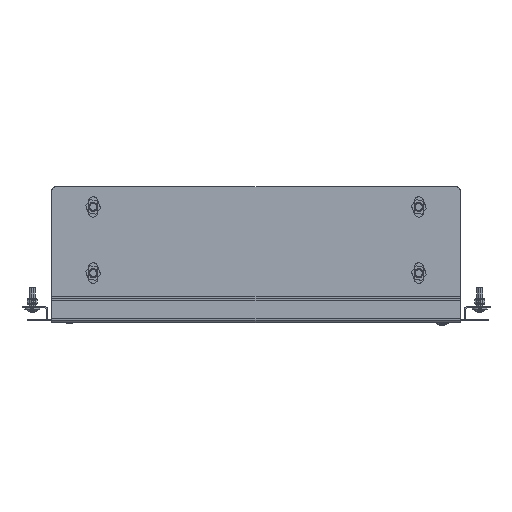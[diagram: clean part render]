
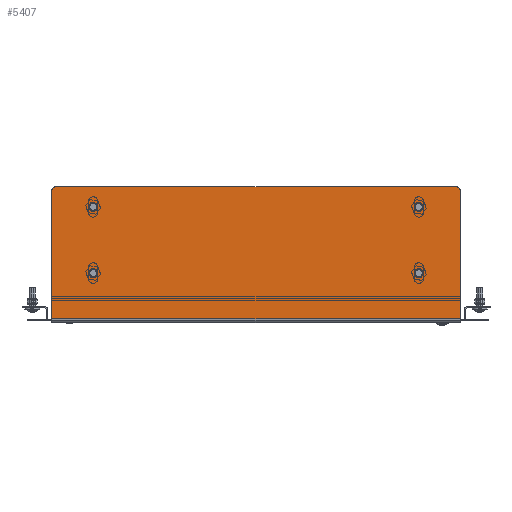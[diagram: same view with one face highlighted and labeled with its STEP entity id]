
A CAD part, front view. The second image highlights one B-rep face of the part: STEP entity #5407.
In plain terms, the highlighted planar face has unit normal (0, -1, 0).
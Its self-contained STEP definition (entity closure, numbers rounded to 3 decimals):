
#6 = LINE ( 'NONE', #23187, #2918 ) ;
#92 = CARTESIAN_POINT ( 'NONE',  ( -160., 0., 44.5 ) ) ;
#783 = VERTEX_POINT ( 'NONE', #24748 ) ;
#836 = DIRECTION ( 'NONE',  ( 0., 1., 0. ) ) ;
#1146 = DIRECTION ( 'NONE',  ( 0., 1., 0. ) ) ;
#1575 = AXIS2_PLACEMENT_3D ( 'NONE', #24972, #22694, #9046 ) ;
#1588 = DIRECTION ( 'NONE',  ( 0., -1., 0. ) ) ;
#1672 = FACE_BOUND ( 'NONE', #26204, .T. ) ;
#1687 = CARTESIAN_POINT ( 'NONE',  ( -201., 0., 0. ) ) ;
#1702 = CARTESIAN_POINT ( 'NONE',  ( -160., 0., 114. ) ) ;
#1978 = EDGE_LOOP ( 'NONE', ( #9056, #29507, #27520, #13303, #6393, #18010 ) ) ;
#2056 = EDGE_CURVE ( 'NONE', #28309, #10697, #23384, .T. ) ;
#2628 = VERTEX_POINT ( 'NONE', #26512 ) ;
#2918 = VECTOR ( 'NONE', #9231, 1000. ) ;
#2976 = CIRCLE ( 'NONE', #19920, 4.5 ) ;
#3187 = EDGE_CURVE ( 'NONE', #11234, #7033, #14236, .T. ) ;
#3674 = CARTESIAN_POINT ( 'NONE',  ( -201., 0., 4. ) ) ;
#3771 = VERTEX_POINT ( 'NONE', #8966 ) ;
#4096 = FACE_BOUND ( 'NONE', #10264, .T. ) ;
#4257 = AXIS2_PLACEMENT_3D ( 'NONE', #14214, #28655, #7925 ) ;
#4958 = DIRECTION ( 'NONE',  ( 0., 0., 1. ) ) ;
#5132 = LINE ( 'NONE', #11643, #22193 ) ;
#5264 = EDGE_CURVE ( 'NONE', #25687, #14261, #27593, .T. ) ;
#5407 = ADVANCED_FACE ( 'NONE', ( #1672, #20167, #17891, #4096, #18195 ), #10917, .F. ) ;
#5709 = EDGE_LOOP ( 'NONE', ( #24931, #21933 ) ) ;
#6393 = ORIENTED_EDGE ( 'NONE', *, *, #23348, .F. ) ;
#6495 = EDGE_CURVE ( 'NONE', #3771, #27030, #27696, .T. ) ;
#6587 = CARTESIAN_POINT ( 'NONE',  ( -160., 0., 118.5 ) ) ;
#6914 = CARTESIAN_POINT ( 'NONE',  ( 196., 0., 129. ) ) ;
#6962 = CARTESIAN_POINT ( 'NONE',  ( 196., 0., 134. ) ) ;
#7033 = VERTEX_POINT ( 'NONE', #15919 ) ;
#7244 = DIRECTION ( 'NONE',  ( 0., 0., -1. ) ) ;
#7925 = DIRECTION ( 'NONE',  ( 0., 0., 1. ) ) ;
#8102 = CARTESIAN_POINT ( 'NONE',  ( -196., 0., 129. ) ) ;
#8504 = AXIS2_PLACEMENT_3D ( 'NONE', #15045, #24577, #10484 ) ;
#8654 = DIRECTION ( 'NONE',  ( 0., 0., 1. ) ) ;
#8764 = EDGE_CURVE ( 'NONE', #2628, #10633, #20951, .T. ) ;
#8884 = CARTESIAN_POINT ( 'NONE',  ( 160., 0., 53.5 ) ) ;
#8959 = CARTESIAN_POINT ( 'NONE',  ( 201., 0., 134. ) ) ;
#8966 = CARTESIAN_POINT ( 'NONE',  ( -196., 0., 134. ) ) ;
#9046 = DIRECTION ( 'NONE',  ( 0., 0., 1. ) ) ;
#9056 = ORIENTED_EDGE ( 'NONE', *, *, #18997, .T. ) ;
#9231 = DIRECTION ( 'NONE',  ( -1., 0., 0. ) ) ;
#9372 = CARTESIAN_POINT ( 'NONE',  ( -160., 0., 49. ) ) ;
#10169 = AXIS2_PLACEMENT_3D ( 'NONE', #6914, #14356, #18740 ) ;
#10264 = EDGE_LOOP ( 'NONE', ( #21328, #15279 ) ) ;
#10484 = DIRECTION ( 'NONE',  ( 0., 0., 1. ) ) ;
#10633 = VERTEX_POINT ( 'NONE', #8884 ) ;
#10697 = VERTEX_POINT ( 'NONE', #29619 ) ;
#10763 = EDGE_CURVE ( 'NONE', #783, #26570, #23273, .T. ) ;
#10798 = AXIS2_PLACEMENT_3D ( 'NONE', #1702, #29389, #8654 ) ;
#10917 = PLANE ( 'NONE',  #23792 ) ;
#11234 = VERTEX_POINT ( 'NONE', #12480 ) ;
#11236 = DIRECTION ( 'NONE',  ( -1., 0., 0. ) ) ;
#11643 = CARTESIAN_POINT ( 'NONE',  ( 201., 0., 0. ) ) ;
#12194 = CARTESIAN_POINT ( 'NONE',  ( -160., 0., 49. ) ) ;
#12480 = CARTESIAN_POINT ( 'NONE',  ( 160., 0., 109.5 ) ) ;
#12652 = EDGE_CURVE ( 'NONE', #10697, #28309, #17823, .T. ) ;
#12862 = CIRCLE ( 'NONE', #8504, 4.5 ) ;
#13094 = AXIS2_PLACEMENT_3D ( 'NONE', #12194, #836, #15187 ) ;
#13303 = ORIENTED_EDGE ( 'NONE', *, *, #26542, .F. ) ;
#14214 = CARTESIAN_POINT ( 'NONE',  ( -160., 0., 114. ) ) ;
#14236 = CIRCLE ( 'NONE', #27257, 4.5 ) ;
#14261 = VERTEX_POINT ( 'NONE', #92 ) ;
#14356 = DIRECTION ( 'NONE',  ( 0., -1., 0. ) ) ;
#14392 = DIRECTION ( 'NONE',  ( 0., 1., 0. ) ) ;
#14566 = ORIENTED_EDGE ( 'NONE', *, *, #2056, .T. ) ;
#15045 = CARTESIAN_POINT ( 'NONE',  ( 160., 0., 114. ) ) ;
#15187 = DIRECTION ( 'NONE',  ( 0., 0., 1. ) ) ;
#15279 = ORIENTED_EDGE ( 'NONE', *, *, #29754, .T. ) ;
#15405 = DIRECTION ( 'NONE',  ( 0., 0., 1. ) ) ;
#15919 = CARTESIAN_POINT ( 'NONE',  ( 160., 0., 118.5 ) ) ;
#16151 = CARTESIAN_POINT ( 'NONE',  ( -160., 0., 53.5 ) ) ;
#16682 = CARTESIAN_POINT ( 'NONE',  ( 160., 0., 114. ) ) ;
#17154 = VECTOR ( 'NONE', #11236, 1000. ) ;
#17205 = CARTESIAN_POINT ( 'NONE',  ( -201., 0., 129. ) ) ;
#17421 = EDGE_CURVE ( 'NONE', #7033, #11234, #12862, .T. ) ;
#17558 = EDGE_CURVE ( 'NONE', #27030, #24629, #17906, .T. ) ;
#17748 = DIRECTION ( 'NONE',  ( 0., 1., 0. ) ) ;
#17823 = CIRCLE ( 'NONE', #4257, 4.5 ) ;
#17891 = FACE_BOUND ( 'NONE', #25531, .T. ) ;
#17906 = LINE ( 'NONE', #1687, #20141 ) ;
#18010 = ORIENTED_EDGE ( 'NONE', *, *, #10763, .T. ) ;
#18060 = DIRECTION ( 'NONE',  ( 0., 0., -1. ) ) ;
#18195 = FACE_OUTER_BOUND ( 'NONE', #1978, .T. ) ;
#18740 = DIRECTION ( 'NONE',  ( 0., 0., 1. ) ) ;
#18904 = DIRECTION ( 'NONE',  ( 0., 1., 0. ) ) ;
#18997 = EDGE_CURVE ( 'NONE', #26570, #3771, #27559, .T. ) ;
#19026 = AXIS2_PLACEMENT_3D ( 'NONE', #8102, #1588, #15405 ) ;
#19073 = VERTEX_POINT ( 'NONE', #22639 ) ;
#19558 = CIRCLE ( 'NONE', #20943, 4.5 ) ;
#19920 = AXIS2_PLACEMENT_3D ( 'NONE', #25717, #18904, #4958 ) ;
#20141 = VECTOR ( 'NONE', #18060, 1000. ) ;
#20167 = FACE_BOUND ( 'NONE', #5709, .T. ) ;
#20310 = CARTESIAN_POINT ( 'NONE',  ( 201., 0., 0. ) ) ;
#20899 = DIRECTION ( 'NONE',  ( 0., 0., 1. ) ) ;
#20943 = AXIS2_PLACEMENT_3D ( 'NONE', #9372, #1146, #20899 ) ;
#20951 = CIRCLE ( 'NONE', #1575, 4.5 ) ;
#21328 = ORIENTED_EDGE ( 'NONE', *, *, #5264, .T. ) ;
#21933 = ORIENTED_EDGE ( 'NONE', *, *, #3187, .T. ) ;
#21998 = ORIENTED_EDGE ( 'NONE', *, *, #8764, .T. ) ;
#22193 = VECTOR ( 'NONE', #7244, 1000. ) ;
#22639 = CARTESIAN_POINT ( 'NONE',  ( 201., 0., 4. ) ) ;
#22694 = DIRECTION ( 'NONE',  ( 0., 1., 0. ) ) ;
#22885 = DIRECTION ( 'NONE',  ( 0., 0., 1. ) ) ;
#23187 = CARTESIAN_POINT ( 'NONE',  ( 201., 0., 4. ) ) ;
#23273 = CIRCLE ( 'NONE', #10169, 5. ) ;
#23348 = EDGE_CURVE ( 'NONE', #783, #19073, #5132, .T. ) ;
#23384 = CIRCLE ( 'NONE', #10798, 4.5 ) ;
#23792 = AXIS2_PLACEMENT_3D ( 'NONE', #20310, #17748, #22885 ) ;
#24577 = DIRECTION ( 'NONE',  ( 0., 1., 0. ) ) ;
#24629 = VERTEX_POINT ( 'NONE', #3674 ) ;
#24748 = CARTESIAN_POINT ( 'NONE',  ( 201., 0., 129. ) ) ;
#24931 = ORIENTED_EDGE ( 'NONE', *, *, #17421, .T. ) ;
#24972 = CARTESIAN_POINT ( 'NONE',  ( 160., 0., 49. ) ) ;
#25531 = EDGE_LOOP ( 'NONE', ( #14566, #26974 ) ) ;
#25687 = VERTEX_POINT ( 'NONE', #16151 ) ;
#25717 = CARTESIAN_POINT ( 'NONE',  ( 160., 0., 49. ) ) ;
#26204 = EDGE_LOOP ( 'NONE', ( #28222, #21998 ) ) ;
#26512 = CARTESIAN_POINT ( 'NONE',  ( 160., 0., 44.5 ) ) ;
#26542 = EDGE_CURVE ( 'NONE', #19073, #24629, #6, .T. ) ;
#26570 = VERTEX_POINT ( 'NONE', #6962 ) ;
#26974 = ORIENTED_EDGE ( 'NONE', *, *, #12652, .T. ) ;
#27030 = VERTEX_POINT ( 'NONE', #17205 ) ;
#27257 = AXIS2_PLACEMENT_3D ( 'NONE', #16682, #14392, #28279 ) ;
#27520 = ORIENTED_EDGE ( 'NONE', *, *, #17558, .T. ) ;
#27559 = LINE ( 'NONE', #8959, #17154 ) ;
#27593 = CIRCLE ( 'NONE', #13094, 4.5 ) ;
#27696 = CIRCLE ( 'NONE', #19026, 5. ) ;
#27871 = EDGE_CURVE ( 'NONE', #10633, #2628, #2976, .T. ) ;
#28222 = ORIENTED_EDGE ( 'NONE', *, *, #27871, .T. ) ;
#28279 = DIRECTION ( 'NONE',  ( 0., 0., 1. ) ) ;
#28309 = VERTEX_POINT ( 'NONE', #6587 ) ;
#28655 = DIRECTION ( 'NONE',  ( 0., 1., 0. ) ) ;
#29389 = DIRECTION ( 'NONE',  ( 0., 1., 0. ) ) ;
#29507 = ORIENTED_EDGE ( 'NONE', *, *, #6495, .T. ) ;
#29619 = CARTESIAN_POINT ( 'NONE',  ( -160., 0., 109.5 ) ) ;
#29754 = EDGE_CURVE ( 'NONE', #14261, #25687, #19558, .T. ) ;
